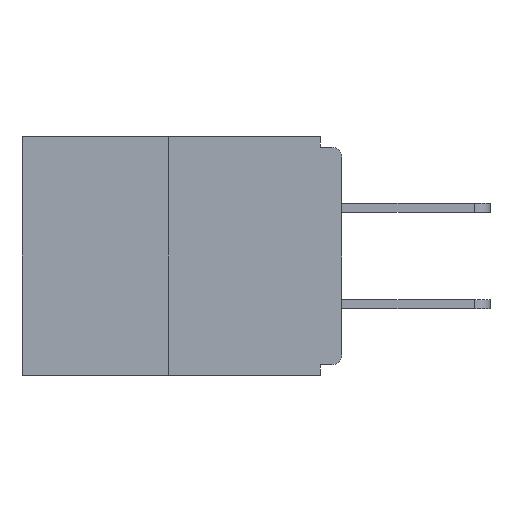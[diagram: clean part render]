
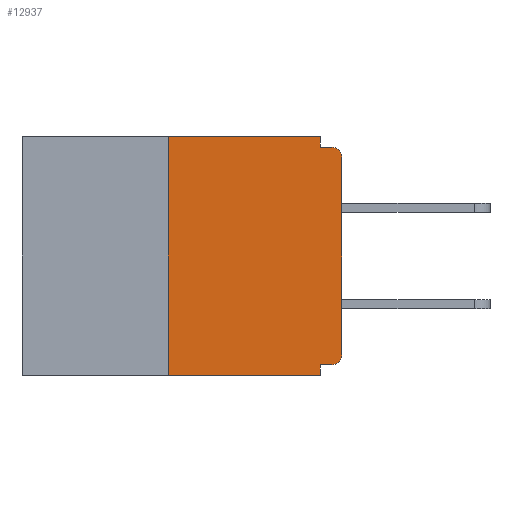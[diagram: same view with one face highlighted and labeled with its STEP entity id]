
A CAD part, left-side view. The second image highlights one B-rep face of the part: STEP entity #12937.
In plain terms, the highlighted planar face has unit normal (-1, 0, 0).
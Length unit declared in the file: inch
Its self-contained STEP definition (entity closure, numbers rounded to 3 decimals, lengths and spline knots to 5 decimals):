
#199 = CARTESIAN_POINT ( 'NONE',  ( 0., 0.25, 0. ) ) ;
#214 = LINE ( 'NONE', #7256, #13581 ) ;
#417 = CARTESIAN_POINT ( 'NONE',  ( 0., 0., -0.03 ) ) ;
#778 = DIRECTION ( 'NONE',  ( 0., 0., 1. ) ) ;
#870 = ORIENTED_EDGE ( 'NONE', *, *, #12531, .T. ) ;
#1233 = AXIS2_PLACEMENT_3D ( 'NONE', #14876, #7128, #22911 ) ;
#1285 = PLANE ( 'NONE',  #1233 ) ;
#1562 = LINE ( 'NONE', #23458, #20141 ) ;
#2621 = CARTESIAN_POINT ( 'NONE',  ( 0., 0.015, -0.03 ) ) ;
#3170 = CARTESIAN_POINT ( 'NONE',  ( 0., 0.031, -0.328 ) ) ;
#3419 = FACE_OUTER_BOUND ( 'NONE', #20491, .T. ) ;
#4150 = DIRECTION ( 'NONE',  ( 0., -1., 0. ) ) ;
#4867 = CARTESIAN_POINT ( 'NONE',  ( 0., 0.015, -0.313 ) ) ;
#5360 = DIRECTION ( 'NONE',  ( 0., 0., 1. ) ) ;
#6090 = CIRCLE ( 'NONE', #7398, 0.015 ) ;
#6256 = CARTESIAN_POINT ( 'NONE',  ( 0., 0.031, 0. ) ) ;
#6812 = DIRECTION ( 'NONE',  ( 0., -1., 0. ) ) ;
#7128 = DIRECTION ( 'NONE',  ( 1., 0., 0. ) ) ;
#7181 = DIRECTION ( 'NONE',  ( 0., -1., 0. ) ) ;
#7256 = CARTESIAN_POINT ( 'NONE',  ( 0., 0.031, -0.343 ) ) ;
#7299 = VERTEX_POINT ( 'NONE', #9396 ) ;
#7378 = CIRCLE ( 'NONE', #23717, 0.015 ) ;
#7398 = AXIS2_PLACEMENT_3D ( 'NONE', #4867, #24509, #18457 ) ;
#8155 = LINE ( 'NONE', #23356, #17592 ) ;
#8215 = ORIENTED_EDGE ( 'NONE', *, *, #16311, .T. ) ;
#8233 = ORIENTED_EDGE ( 'NONE', *, *, #13175, .F. ) ;
#8424 = CARTESIAN_POINT ( 'NONE',  ( 0., 0., 0. ) ) ;
#8440 = VECTOR ( 'NONE', #7181, 39.37008 ) ;
#8656 = VERTEX_POINT ( 'NONE', #199 ) ;
#8935 = EDGE_CURVE ( 'NONE', #14032, #8656, #25139, .T. ) ;
#8994 = ORIENTED_EDGE ( 'NONE', *, *, #16479, .T. ) ;
#9075 = CARTESIAN_POINT ( 'NONE',  ( 0., 0.46, -0.343 ) ) ;
#9396 = CARTESIAN_POINT ( 'NONE',  ( 0., 0., -0.313 ) ) ;
#9620 = VECTOR ( 'NONE', #5360, 39.37008 ) ;
#9860 = ORIENTED_EDGE ( 'NONE', *, *, #18021, .F. ) ;
#10330 = EDGE_CURVE ( 'NONE', #8656, #11631, #24815, .T. ) ;
#10348 = VERTEX_POINT ( 'NONE', #3170 ) ;
#10405 = DIRECTION ( 'NONE',  ( -1., 0., 0. ) ) ;
#10788 = VERTEX_POINT ( 'NONE', #11589 ) ;
#10873 = CARTESIAN_POINT ( 'NONE',  ( 0., 0.46, 0. ) ) ;
#10996 = ORIENTED_EDGE ( 'NONE', *, *, #8935, .F. ) ;
#11007 = CARTESIAN_POINT ( 'NONE',  ( 0., 0.25, 0. ) ) ;
#11206 = ORIENTED_EDGE ( 'NONE', *, *, #22241, .T. ) ;
#11589 = CARTESIAN_POINT ( 'NONE',  ( 0., 0.015, -0.015 ) ) ;
#11631 = VERTEX_POINT ( 'NONE', #6256 ) ;
#12531 = EDGE_CURVE ( 'NONE', #24911, #10788, #7378, .T. ) ;
#12937 = ADVANCED_FACE ( 'NONE', ( #3419 ), #1285, .F. ) ;
#12952 = ORIENTED_EDGE ( 'NONE', *, *, #18051, .F. ) ;
#13175 = EDGE_CURVE ( 'NONE', #11631, #22826, #1562, .T. ) ;
#13450 = CARTESIAN_POINT ( 'NONE',  ( 0., 0.031, -0.015 ) ) ;
#13581 = VECTOR ( 'NONE', #22874, 39.37008 ) ;
#14032 = VERTEX_POINT ( 'NONE', #24497 ) ;
#14849 = EDGE_CURVE ( 'NONE', #20445, #10348, #8155, .T. ) ;
#14876 = CARTESIAN_POINT ( 'NONE',  ( 0., 0.46, 0. ) ) ;
#15422 = DIRECTION ( 'NONE',  ( 0., 0., -1. ) ) ;
#15794 = VERTEX_POINT ( 'NONE', #23873 ) ;
#16311 = EDGE_CURVE ( 'NONE', #7299, #24911, #21889, .T. ) ;
#16317 = VECTOR ( 'NONE', #4150, 39.37008 ) ;
#16479 = EDGE_CURVE ( 'NONE', #20445, #7299, #6090, .T. ) ;
#17592 = VECTOR ( 'NONE', #21384, 39.37008 ) ;
#18021 = EDGE_CURVE ( 'NONE', #10348, #15794, #214, .T. ) ;
#18051 = EDGE_CURVE ( 'NONE', #22826, #10788, #18437, .T. ) ;
#18437 = LINE ( 'NONE', #19630, #16317 ) ;
#18457 = DIRECTION ( 'NONE',  ( 0., 0., -1. ) ) ;
#19630 = CARTESIAN_POINT ( 'NONE',  ( 0., 0., -0.015 ) ) ;
#19657 = VECTOR ( 'NONE', #6812, 39.37008 ) ;
#20141 = VECTOR ( 'NONE', #15422, 39.37008 ) ;
#20445 = VERTEX_POINT ( 'NONE', #21479 ) ;
#20491 = EDGE_LOOP ( 'NONE', ( #24638, #10996, #11206, #9860, #20946, #8994, #8215, #870, #12952, #8233 ) ) ;
#20946 = ORIENTED_EDGE ( 'NONE', *, *, #14849, .F. ) ;
#21384 = DIRECTION ( 'NONE',  ( 0., 1., 0. ) ) ;
#21479 = CARTESIAN_POINT ( 'NONE',  ( 0., 0.015, -0.328 ) ) ;
#21889 = LINE ( 'NONE', #8424, #24945 ) ;
#22241 = EDGE_CURVE ( 'NONE', #14032, #15794, #22482, .T. ) ;
#22482 = LINE ( 'NONE', #9075, #8440 ) ;
#22826 = VERTEX_POINT ( 'NONE', #13450 ) ;
#22874 = DIRECTION ( 'NONE',  ( 0., 0., -1. ) ) ;
#22911 = DIRECTION ( 'NONE',  ( 0., 0., -1. ) ) ;
#23356 = CARTESIAN_POINT ( 'NONE',  ( 0., 0., -0.328 ) ) ;
#23458 = CARTESIAN_POINT ( 'NONE',  ( 0., 0.031, 0. ) ) ;
#23717 = AXIS2_PLACEMENT_3D ( 'NONE', #2621, #10405, #24066 ) ;
#23873 = CARTESIAN_POINT ( 'NONE',  ( 0., 0.031, -0.343 ) ) ;
#24066 = DIRECTION ( 'NONE',  ( 0., 0., -1. ) ) ;
#24497 = CARTESIAN_POINT ( 'NONE',  ( 0., 0.25, -0.343 ) ) ;
#24509 = DIRECTION ( 'NONE',  ( -1., 0., 0. ) ) ;
#24638 = ORIENTED_EDGE ( 'NONE', *, *, #10330, .F. ) ;
#24815 = LINE ( 'NONE', #10873, #19657 ) ;
#24911 = VERTEX_POINT ( 'NONE', #417 ) ;
#24945 = VECTOR ( 'NONE', #778, 39.37008 ) ;
#25139 = LINE ( 'NONE', #11007, #9620 ) ;
